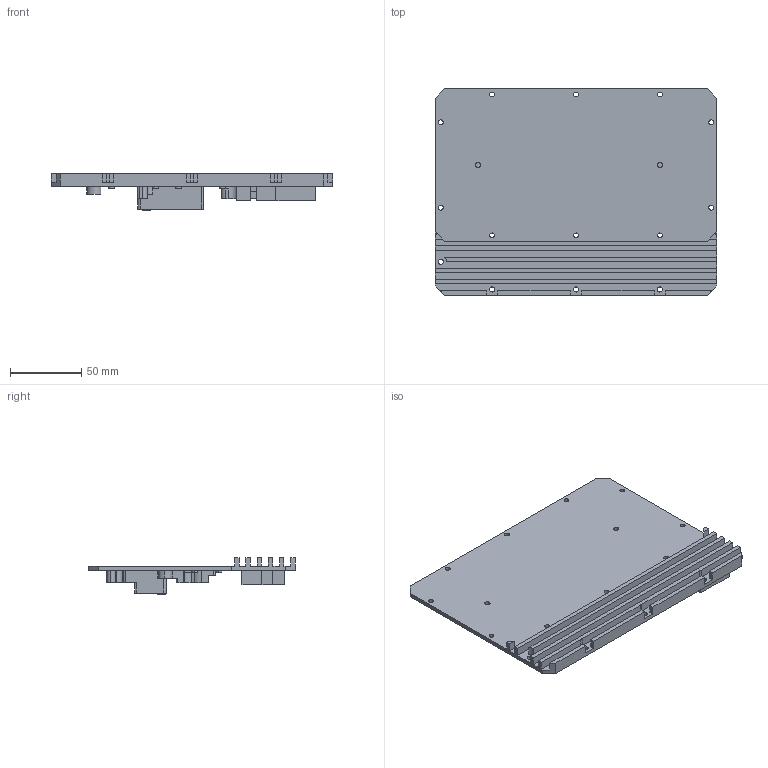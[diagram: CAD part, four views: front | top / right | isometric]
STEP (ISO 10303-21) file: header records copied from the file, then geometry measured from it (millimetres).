
FILE_DESCRIPTION (( 'STEP AP214' ), '1' );
FILE_NAME ('mod.STEP', '2025-06-24T06:12:57', ( '' ), ( '' ), 'SwSTEP 2.0', 'SolidWorks 2024', '' );
FILE_SCHEMA (( 'AUTOMOTIVE_DESIGN' ));
Length unit declared in the file: millimetre
Products named in the file (3): mod; radiator-case_00; METAL_BOT_CASE_PROD_2ch_DCDCV2
Assembly tree (2 placements, depth 2):
  mod
    radiator-case_00
    METAL_BOT_CASE_PROD_2ch_DCDCV2
Bounding box: 198 x 145 x 25.84 mm (x, y, z)
Volume: 158554.8 mm3; surface area: 81243 mm2
Topology: 2 solids, 2 shells, 283 faces, 737 edges, 490 vertices
Faces by surface type: plane 154, cylinder 129
Entity records: 8882 total; most frequent: DIRECTION 1572, CARTESIAN_POINT 1515, ORIENTED_EDGE 1474, EDGE_CURVE 737, AXIS2_PLACEMENT_3D 547, VERTEX_POINT 490, VECTOR 478, LINE 478
